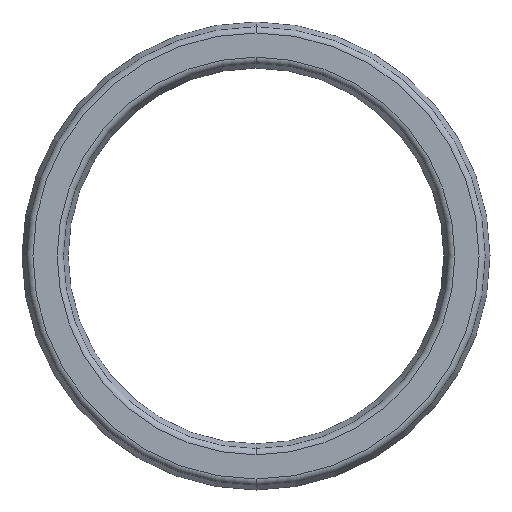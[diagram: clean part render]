
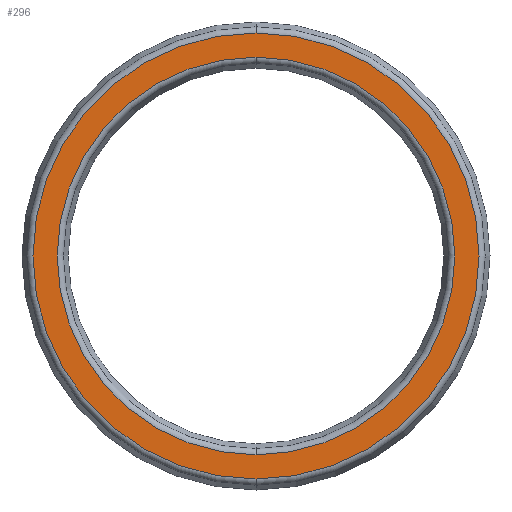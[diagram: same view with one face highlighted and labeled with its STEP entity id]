
A CAD part, front view. The second image highlights one B-rep face of the part: STEP entity #296.
In plain terms, the highlighted planar face has unit normal (0, -1, 0).
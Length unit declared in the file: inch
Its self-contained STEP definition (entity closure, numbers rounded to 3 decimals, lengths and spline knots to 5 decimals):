
#25 = ORIENTED_EDGE ( 'NONE', *, *, #407, .T. ) ;
#30 = DIRECTION ( 'NONE',  ( 0., 0., -1. ) ) ;
#67 = CARTESIAN_POINT ( 'NONE',  ( 2., -0.3125, -2.11488 ) ) ;
#70 = DIRECTION ( 'NONE',  ( 0., 1., 0. ) ) ;
#124 = ORIENTED_EDGE ( 'NONE', *, *, #498, .T. ) ;
#145 = AXIS2_PLACEMENT_3D ( 'NONE', #462, #207, #413 ) ;
#163 = AXIS2_PLACEMENT_3D ( 'NONE', #530, #70, #480 ) ;
#165 = DIRECTION ( 'NONE',  ( 0., 0., -1. ) ) ;
#167 = CARTESIAN_POINT ( 'NONE',  ( 2., -0.3125, 0. ) ) ;
#205 = PLANE ( 'NONE',  #145 ) ;
#207 = DIRECTION ( 'NONE',  ( 0., -1., 0. ) ) ;
#218 = DIRECTION ( 'NONE',  ( 0., -1., 0. ) ) ;
#250 = CARTESIAN_POINT ( 'NONE',  ( 2., -0.3125, -1.88512 ) ) ;
#256 = AXIS2_PLACEMENT_3D ( 'NONE', #167, #218, #165 ) ;
#262 = FACE_OUTER_BOUND ( 'NONE', #349, .T. ) ;
#290 = DIRECTION ( 'NONE',  ( 0., 0., -1. ) ) ;
#296 = ADVANCED_FACE ( 'NONE', ( #262, #358 ), #205, .T. ) ;
#302 = DIRECTION ( 'NONE',  ( 0., 1., 0. ) ) ;
#308 = CIRCLE ( 'NONE', #256, 2.11488 ) ;
#340 = CARTESIAN_POINT ( 'NONE',  ( 2., -0.3125, 2.11488 ) ) ;
#349 = EDGE_LOOP ( 'NONE', ( #640, #25 ) ) ;
#353 = VERTEX_POINT ( 'NONE', #426 ) ;
#358 = FACE_BOUND ( 'NONE', #388, .T. ) ;
#380 = VERTEX_POINT ( 'NONE', #67 ) ;
#386 = EDGE_CURVE ( 'NONE', #353, #591, #639, .T. ) ;
#387 = CARTESIAN_POINT ( 'NONE',  ( 2., -0.3125, 0. ) ) ;
#388 = EDGE_LOOP ( 'NONE', ( #124, #443 ) ) ;
#407 = EDGE_CURVE ( 'NONE', #555, #380, #308, .T. ) ;
#413 = DIRECTION ( 'NONE',  ( 0., 0., -1. ) ) ;
#426 = CARTESIAN_POINT ( 'NONE',  ( 2., -0.3125, 1.88512 ) ) ;
#429 = AXIS2_PLACEMENT_3D ( 'NONE', #387, #533, #290 ) ;
#443 = ORIENTED_EDGE ( 'NONE', *, *, #386, .T. ) ;
#462 = CARTESIAN_POINT ( 'NONE',  ( -0.15625, -0.3125, 0. ) ) ;
#480 = DIRECTION ( 'NONE',  ( 0., 0., -1. ) ) ;
#486 = CARTESIAN_POINT ( 'NONE',  ( 2., -0.3125, 0. ) ) ;
#498 = EDGE_CURVE ( 'NONE', #591, #353, #582, .T. ) ;
#506 = EDGE_CURVE ( 'NONE', #380, #555, #536, .T. ) ;
#530 = CARTESIAN_POINT ( 'NONE',  ( 2., -0.3125, 0. ) ) ;
#533 = DIRECTION ( 'NONE',  ( 0., -1., 0. ) ) ;
#536 = CIRCLE ( 'NONE', #429, 2.11488 ) ;
#555 = VERTEX_POINT ( 'NONE', #340 ) ;
#582 = CIRCLE ( 'NONE', #638, 1.88512 ) ;
#591 = VERTEX_POINT ( 'NONE', #250 ) ;
#638 = AXIS2_PLACEMENT_3D ( 'NONE', #486, #302, #30 ) ;
#639 = CIRCLE ( 'NONE', #163, 1.88512 ) ;
#640 = ORIENTED_EDGE ( 'NONE', *, *, #506, .T. ) ;
